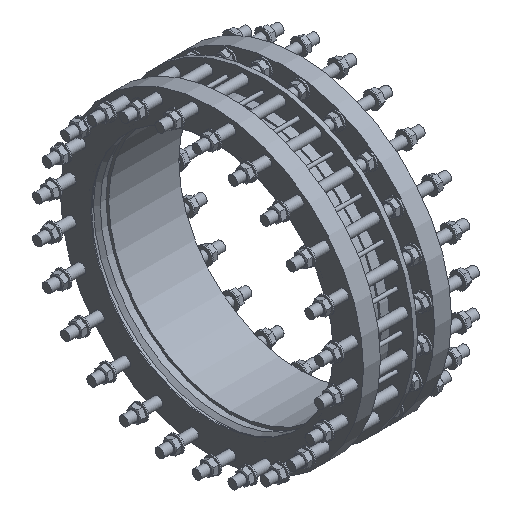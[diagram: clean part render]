
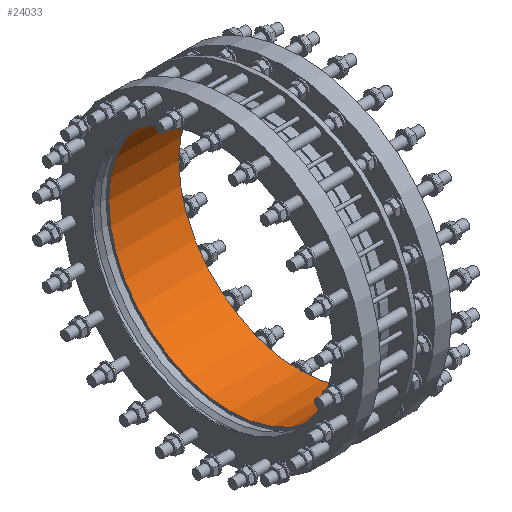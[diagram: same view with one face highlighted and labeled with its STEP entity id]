
A CAD part, isometric view. The second image highlights one B-rep face of the part: STEP entity #24033.
In plain terms, the highlighted cylindrical face has radius 358 mm (diameter 716 mm), a full revolution.
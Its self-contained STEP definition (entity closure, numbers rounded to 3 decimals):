
#3673=FACE_OUTER_BOUND('',#5521,.T.);
#5521=EDGE_LOOP('',(#20847,#20848,#20849,#20850,#20851,#20852));
#6851=LINE('',#40548,#8065);
#8065=VECTOR('',#32483,358.);
#9511=CIRCLE('',#26623,358.);
#9512=CIRCLE('',#26624,358.);
#9513=CIRCLE('',#26626,358.);
#9514=CIRCLE('',#26627,358.);
#11537=VERTEX_POINT('',#40542);
#11538=VERTEX_POINT('',#40543);
#11539=VERTEX_POINT('',#40547);
#11540=VERTEX_POINT('',#40549);
#14761=EDGE_CURVE('',#11537,#11538,#9511,.T.);
#14762=EDGE_CURVE('',#11538,#11537,#9512,.T.);
#14763=EDGE_CURVE('',#11538,#11539,#6851,.T.);
#14764=EDGE_CURVE('',#11540,#11539,#9513,.T.);
#14765=EDGE_CURVE('',#11539,#11540,#9514,.T.);
#20847=ORIENTED_EDGE('',*,*,#14761,.T.);
#20848=ORIENTED_EDGE('',*,*,#14763,.T.);
#20849=ORIENTED_EDGE('',*,*,#14764,.F.);
#20850=ORIENTED_EDGE('',*,*,#14765,.F.);
#20851=ORIENTED_EDGE('',*,*,#14763,.F.);
#20852=ORIENTED_EDGE('',*,*,#14762,.T.);
#22955=CYLINDRICAL_SURFACE('',#26625,358.);
#24033=ADVANCED_FACE('',(#3673),#22955,.F.);
#26623=AXIS2_PLACEMENT_3D('',#40544,#32477,#32478);
#26624=AXIS2_PLACEMENT_3D('',#40545,#32479,#32480);
#26625=AXIS2_PLACEMENT_3D('',#40546,#32481,#32482);
#26626=AXIS2_PLACEMENT_3D('',#40550,#32484,#32485);
#26627=AXIS2_PLACEMENT_3D('',#40551,#32486,#32487);
#32477=DIRECTION('center_axis',(1.,0.,0.));
#32478=DIRECTION('ref_axis',(0.,0.,-1.));
#32479=DIRECTION('center_axis',(1.,0.,0.));
#32480=DIRECTION('ref_axis',(0.,0.,-1.));
#32481=DIRECTION('center_axis',(1.,0.,0.));
#32482=DIRECTION('ref_axis',(0.,1.,0.));
#32483=DIRECTION('',(-1.,0.,0.));
#32484=DIRECTION('center_axis',(1.,0.,0.));
#32485=DIRECTION('ref_axis',(0.,0.,-1.));
#32486=DIRECTION('center_axis',(1.,0.,0.));
#32487=DIRECTION('ref_axis',(0.,0.,-1.));
#40542=CARTESIAN_POINT('',(260.,358.,0.));
#40543=CARTESIAN_POINT('',(260.,-358.,0.));
#40544=CARTESIAN_POINT('Origin',(260.,0.,0.));
#40545=CARTESIAN_POINT('Origin',(260.,0.,0.));
#40546=CARTESIAN_POINT('Origin',(156.5,0.,0.));
#40547=CARTESIAN_POINT('',(53.,-358.,0.));
#40548=CARTESIAN_POINT('',(156.5,-358.,0.));
#40549=CARTESIAN_POINT('',(53.,358.,0.));
#40550=CARTESIAN_POINT('Origin',(53.,0.,0.));
#40551=CARTESIAN_POINT('Origin',(53.,0.,0.));
